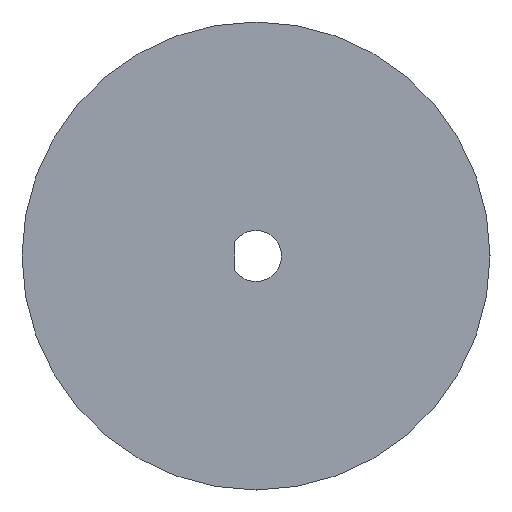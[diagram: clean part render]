
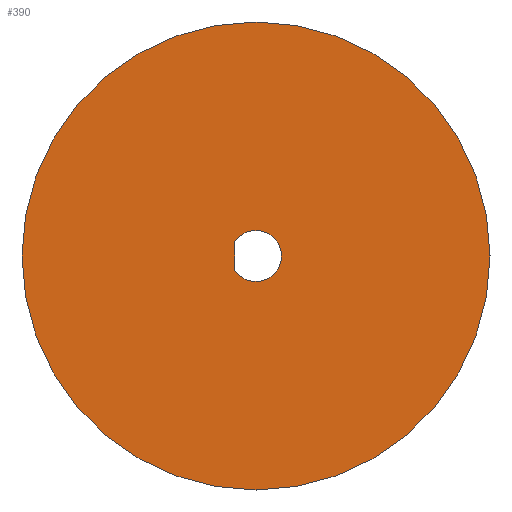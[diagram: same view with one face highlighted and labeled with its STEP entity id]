
A CAD part, left-side view. The second image highlights one B-rep face of the part: STEP entity #390.
In plain terms, the highlighted planar face has unit normal (-1, 0, 0).
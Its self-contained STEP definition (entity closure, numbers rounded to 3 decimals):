
#19 = DIRECTION ( 'NONE',  ( 0., 0., -1. ) ) ;
#29 = VERTEX_POINT ( 'NONE', #288 ) ;
#35 = EDGE_CURVE ( 'NONE', #237, #115, #411, .T. ) ;
#36 = EDGE_LOOP ( 'NONE', ( #359, #128, #338, #102 ) ) ;
#42 = FACE_BOUND ( 'NONE', #36, .T. ) ;
#52 = CIRCLE ( 'NONE', #208, 3. ) ;
#55 = DIRECTION ( 'NONE',  ( 0., 0., 1. ) ) ;
#56 = VERTEX_POINT ( 'NONE', #198 ) ;
#57 = CARTESIAN_POINT ( 'NONE',  ( -5., 2.5, 1.658 ) ) ;
#60 = AXIS2_PLACEMENT_3D ( 'NONE', #440, #245, #408 ) ;
#61 = PLANE ( 'NONE',  #60 ) ;
#64 = EDGE_CURVE ( 'NONE', #382, #29, #52, .T. ) ;
#71 = VECTOR ( 'NONE', #55, 1000. ) ;
#77 = CIRCLE ( 'NONE', #282, 3. ) ;
#80 = VERTEX_POINT ( 'NONE', #268 ) ;
#82 = CARTESIAN_POINT ( 'NONE',  ( -5., 0., 0. ) ) ;
#90 = DIRECTION ( 'NONE',  ( 1., 0., 0. ) ) ;
#102 = ORIENTED_EDGE ( 'NONE', *, *, #64, .T. ) ;
#115 = VERTEX_POINT ( 'NONE', #160 ) ;
#118 = DIRECTION ( 'NONE',  ( 0., 0., -1. ) ) ;
#128 = ORIENTED_EDGE ( 'NONE', *, *, #35, .T. ) ;
#133 = CARTESIAN_POINT ( 'NONE',  ( -5., 0., 0. ) ) ;
#134 = ORIENTED_EDGE ( 'NONE', *, *, #260, .F. ) ;
#142 = LINE ( 'NONE', #400, #71 ) ;
#160 = CARTESIAN_POINT ( 'NONE',  ( -5., 0., 3. ) ) ;
#177 = DIRECTION ( 'NONE',  ( 0., 0., -1. ) ) ;
#188 = EDGE_CURVE ( 'NONE', #115, #382, #77, .T. ) ;
#189 = CARTESIAN_POINT ( 'NONE',  ( -5., 0., 0. ) ) ;
#198 = CARTESIAN_POINT ( 'NONE',  ( -5., 0., -27.5 ) ) ;
#201 = EDGE_CURVE ( 'NONE', #29, #237, #142, .T. ) ;
#202 = DIRECTION ( 'NONE',  ( 1., 0., 0. ) ) ;
#208 = AXIS2_PLACEMENT_3D ( 'NONE', #82, #299, #230 ) ;
#230 = DIRECTION ( 'NONE',  ( 0., 0., -1. ) ) ;
#237 = VERTEX_POINT ( 'NONE', #57 ) ;
#241 = DIRECTION ( 'NONE',  ( 0., 0., -1. ) ) ;
#245 = DIRECTION ( 'NONE',  ( 1., 0., 0. ) ) ;
#257 = AXIS2_PLACEMENT_3D ( 'NONE', #133, #202, #241 ) ;
#260 = EDGE_CURVE ( 'NONE', #80, #56, #267, .T. ) ;
#264 = ORIENTED_EDGE ( 'NONE', *, *, #306, .F. ) ;
#267 = CIRCLE ( 'NONE', #257, 27.5 ) ;
#268 = CARTESIAN_POINT ( 'NONE',  ( -5., 0., 27.5 ) ) ;
#282 = AXIS2_PLACEMENT_3D ( 'NONE', #335, #90, #19 ) ;
#288 = CARTESIAN_POINT ( 'NONE',  ( -5., 2.5, -1.658 ) ) ;
#299 = DIRECTION ( 'NONE',  ( 1., 0., 0. ) ) ;
#306 = EDGE_CURVE ( 'NONE', #56, #80, #384, .T. ) ;
#310 = CARTESIAN_POINT ( 'NONE',  ( -5., 0., 0. ) ) ;
#318 = DIRECTION ( 'NONE',  ( 1., 0., 0. ) ) ;
#324 = EDGE_LOOP ( 'NONE', ( #264, #134 ) ) ;
#335 = CARTESIAN_POINT ( 'NONE',  ( -5., 0., 0. ) ) ;
#338 = ORIENTED_EDGE ( 'NONE', *, *, #188, .T. ) ;
#340 = CARTESIAN_POINT ( 'NONE',  ( -5., 0., -3. ) ) ;
#345 = AXIS2_PLACEMENT_3D ( 'NONE', #189, #318, #118 ) ;
#359 = ORIENTED_EDGE ( 'NONE', *, *, #201, .T. ) ;
#374 = DIRECTION ( 'NONE',  ( 1., 0., 0. ) ) ;
#382 = VERTEX_POINT ( 'NONE', #340 ) ;
#384 = CIRCLE ( 'NONE', #420, 27.5 ) ;
#390 = ADVANCED_FACE ( 'NONE', ( #42, #422 ), #61, .F. ) ;
#400 = CARTESIAN_POINT ( 'NONE',  ( -5., 2.5, 1.658 ) ) ;
#408 = DIRECTION ( 'NONE',  ( 0., 0., -1. ) ) ;
#411 = CIRCLE ( 'NONE', #345, 3. ) ;
#420 = AXIS2_PLACEMENT_3D ( 'NONE', #310, #374, #177 ) ;
#422 = FACE_OUTER_BOUND ( 'NONE', #324, .T. ) ;
#440 = CARTESIAN_POINT ( 'NONE',  ( -5., 0., 0. ) ) ;
